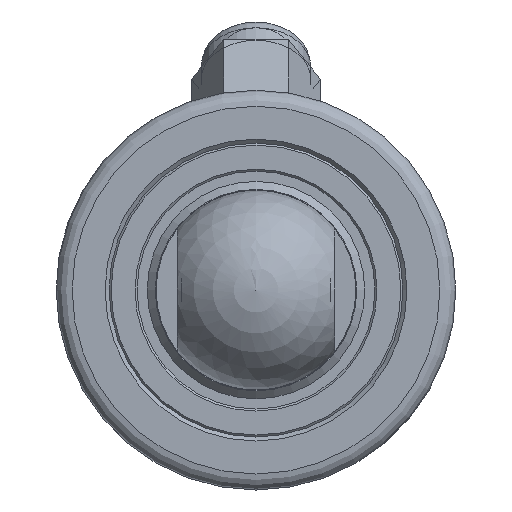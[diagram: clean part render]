
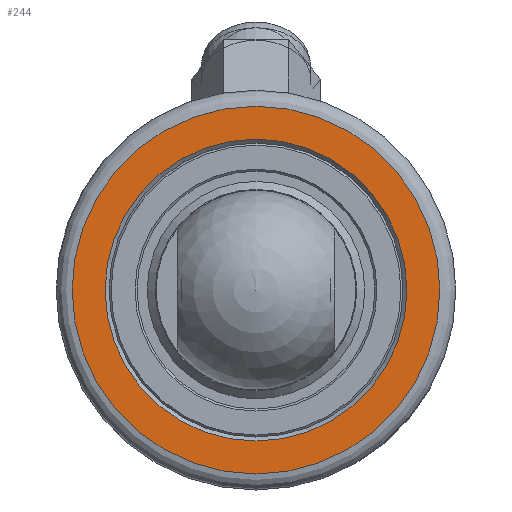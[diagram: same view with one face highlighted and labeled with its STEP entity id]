
A CAD part, left-side view. The second image highlights one B-rep face of the part: STEP entity #244.
In plain terms, the highlighted face is planar.
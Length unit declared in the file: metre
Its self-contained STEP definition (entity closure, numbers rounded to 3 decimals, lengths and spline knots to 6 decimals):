
#244 = ADVANCED_FACE( '', ( #446, #447 ), #448, .T. );
#446 = FACE_BOUND( '', #658, .T. );
#447 = FACE_OUTER_BOUND( '', #659, .T. );
#448 = PLANE( '', #660 );
#658 = EDGE_LOOP( '', ( #937 ) );
#659 = EDGE_LOOP( '', ( #938 ) );
#660 = AXIS2_PLACEMENT_3D( '', #939, #940, #941 );
#937 = ORIENTED_EDGE( '', *, *, #1231, .T. );
#938 = ORIENTED_EDGE( '', *, *, #1232, .T. );
#939 = CARTESIAN_POINT( '', ( 0.0025, 0., 0. ) );
#940 = DIRECTION( '', ( 1., 0., 0. ) );
#941 = DIRECTION( '', ( 0., 1., 0. ) );
#1231 = EDGE_CURVE( '', #1417, #1417, #1418, .F. );
#1232 = EDGE_CURVE( '', #1419, #1419, #1420, .T. );
#1417 = VERTEX_POINT( '', #1751 );
#1418 = CIRCLE( '', #1752, 0.018875 );
#1419 = VERTEX_POINT( '', #1753 );
#1420 = CIRCLE( '', #1754, 0.023 );
#1751 = CARTESIAN_POINT( '', ( 0.0025, 0., -0.018875 ) );
#1752 = AXIS2_PLACEMENT_3D( '', #1994, #1995, #1996 );
#1753 = CARTESIAN_POINT( '', ( 0.0025, 0., -0.023 ) );
#1754 = AXIS2_PLACEMENT_3D( '', #1997, #1998, #1999 );
#1994 = CARTESIAN_POINT( '', ( 0.0025, 0., 0. ) );
#1995 = DIRECTION( '', ( 1., 0., 0. ) );
#1996 = DIRECTION( '', ( 0., 0., -1. ) );
#1997 = CARTESIAN_POINT( '', ( 0.0025, 0., 0. ) );
#1998 = DIRECTION( '', ( 1., 0., 0. ) );
#1999 = DIRECTION( '', ( 0., 0., -1. ) );
